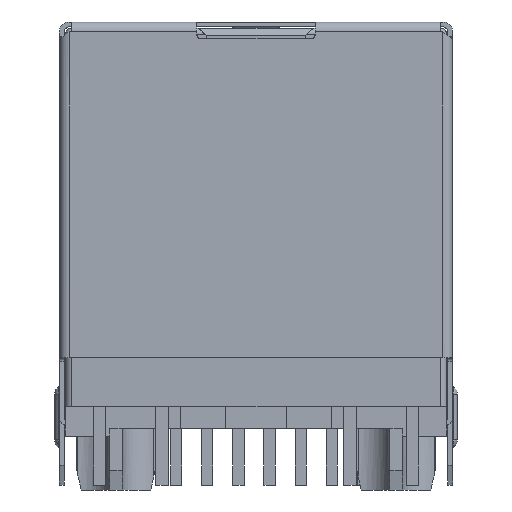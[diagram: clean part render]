
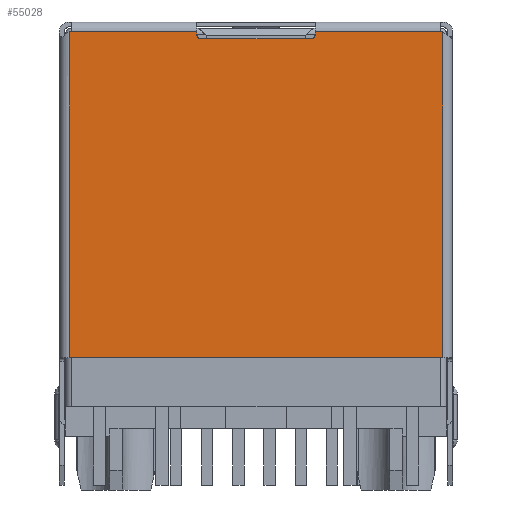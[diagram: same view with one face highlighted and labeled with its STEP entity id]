
A CAD part, front view. The second image highlights one B-rep face of the part: STEP entity #55028.
In plain terms, the highlighted face is planar.
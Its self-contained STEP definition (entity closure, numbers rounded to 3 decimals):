
#785=CIRCLE('',#57325,0.15);
#786=CIRCLE('',#57326,0.15);
#4090=ORIENTED_EDGE('',*,*,#15355,.T.);
#4091=ORIENTED_EDGE('',*,*,#15356,.F.);
#4092=ORIENTED_EDGE('',*,*,#15306,.T.);
#4093=ORIENTED_EDGE('',*,*,#15304,.F.);
#4094=ORIENTED_EDGE('',*,*,#15357,.T.);
#4095=ORIENTED_EDGE('',*,*,#15358,.F.);
#4096=ORIENTED_EDGE('',*,*,#15359,.T.);
#4097=ORIENTED_EDGE('',*,*,#15360,.T.);
#4098=ORIENTED_EDGE('',*,*,#15361,.T.);
#4099=ORIENTED_EDGE('',*,*,#15362,.F.);
#4100=ORIENTED_EDGE('',*,*,#15363,.T.);
#4101=ORIENTED_EDGE('',*,*,#14771,.T.);
#14771=EDGE_CURVE('',#20638,#20637,#24770,.T.);
#15304=EDGE_CURVE('',#21044,#21045,#25088,.T.);
#15306=EDGE_CURVE('',#21046,#21045,#25089,.T.);
#15355=EDGE_CURVE('',#20637,#21067,#25124,.T.);
#15356=EDGE_CURVE('',#21046,#21067,#25125,.T.);
#15357=EDGE_CURVE('',#21044,#21068,#785,.T.);
#15358=EDGE_CURVE('',#21069,#21068,#25126,.T.);
#15359=EDGE_CURVE('',#21069,#21070,#786,.T.);
#15360=EDGE_CURVE('',#21070,#21071,#25127,.T.);
#15361=EDGE_CURVE('',#21071,#21072,#25128,.T.);
#15362=EDGE_CURVE('',#21073,#21072,#25129,.T.);
#15363=EDGE_CURVE('',#21073,#20638,#25130,.T.);
#20637=VERTEX_POINT('',#72288);
#20638=VERTEX_POINT('',#72290);
#21044=VERTEX_POINT('',#73787);
#21045=VERTEX_POINT('',#73789);
#21046=VERTEX_POINT('',#73793);
#21067=VERTEX_POINT('',#73945);
#21068=VERTEX_POINT('',#73955);
#21069=VERTEX_POINT('',#73957);
#21070=VERTEX_POINT('',#73959);
#21071=VERTEX_POINT('',#73961);
#21072=VERTEX_POINT('',#73963);
#21073=VERTEX_POINT('',#73965);
#24770=LINE('',#72289,#29628);
#25088=LINE('',#73788,#29946);
#25089=LINE('',#73792,#29947);
#25124=LINE('',#73951,#29982);
#25125=LINE('',#73953,#29983);
#25126=LINE('',#73956,#29984);
#25127=LINE('',#73960,#29985);
#25128=LINE('',#73962,#29986);
#25129=LINE('',#73964,#29987);
#25130=LINE('',#73966,#29988);
#29628=VECTOR('',#61019,1000.);
#29946=VECTOR('',#61829,1000.);
#29947=VECTOR('',#61834,1000.);
#29982=VECTOR('',#61933,1000.);
#29983=VECTOR('',#61936,1000.);
#29984=VECTOR('',#61939,1000.);
#29985=VECTOR('',#61942,1000.);
#29986=VECTOR('',#61943,1000.);
#29987=VECTOR('',#61944,1000.);
#29988=VECTOR('',#61945,1000.);
#34116=EDGE_LOOP('',(#4090,#4091,#4092,#4093,#4094,#4095,#4096,#4097,#4098,
#4099,#4100,#4101));
#36476=FACE_BOUND('',#34116,.T.);
#38723=PLANE('',#57324);
#55028=ADVANCED_FACE('',(#36476),#38723,.T.);
#57324=AXIS2_PLACEMENT_3D('',#73952,#61934,#61935);
#57325=AXIS2_PLACEMENT_3D('',#73954,#61937,#61938);
#57326=AXIS2_PLACEMENT_3D('',#73958,#61940,#61941);
#61019=DIRECTION('',(-1.,0.,0.));
#61829=DIRECTION('',(0.,0.,1.));
#61834=DIRECTION('',(1.,0.,0.));
#61933=DIRECTION('',(0.,0.,1.));
#61934=DIRECTION('',(0.,1.,0.));
#61935=DIRECTION('',(1.,0.,0.));
#61936=DIRECTION('',(-1.,0.,0.));
#61937=DIRECTION('',(0.,-1.,0.));
#61938=DIRECTION('',(-1.,0.,0.));
#61939=DIRECTION('',(-1.,0.,0.));
#61940=DIRECTION('',(0.,-1.,0.));
#61941=DIRECTION('',(0.,0.,-1.));
#61942=DIRECTION('',(0.,0.,1.));
#61943=DIRECTION('',(1.,0.,0.));
#61944=DIRECTION('',(-1.,0.,0.));
#61945=DIRECTION('',(0.,0.,-1.));
#72288=CARTESIAN_POINT('',(0.255,16.45,-13.45));
#72289=CARTESIAN_POINT('',(15.505,16.45,-13.45));
#72290=CARTESIAN_POINT('',(15.505,16.45,-13.45));
#73787=CARTESIAN_POINT('',(5.47,16.45,-0.286));
#73788=CARTESIAN_POINT('',(5.47,16.45,-0.286));
#73789=CARTESIAN_POINT('',(5.47,16.45,-0.15));
#73792=CARTESIAN_POINT('',(0.355,16.45,-0.15));
#73793=CARTESIAN_POINT('',(0.355,16.45,-0.15));
#73945=CARTESIAN_POINT('',(0.255,16.45,-0.15));
#73951=CARTESIAN_POINT('',(0.255,16.45,-13.45));
#73952=CARTESIAN_POINT('',(7.88,16.45,-6.8));
#73953=CARTESIAN_POINT('',(0.355,16.45,-0.15));
#73954=CARTESIAN_POINT('',(5.62,16.45,-0.286));
#73955=CARTESIAN_POINT('',(5.62,16.45,-0.436));
#73956=CARTESIAN_POINT('',(10.14,16.45,-0.436));
#73957=CARTESIAN_POINT('',(10.14,16.45,-0.436));
#73958=CARTESIAN_POINT('',(10.14,16.45,-0.286));
#73959=CARTESIAN_POINT('',(10.29,16.45,-0.286));
#73960=CARTESIAN_POINT('',(10.29,16.45,-0.286));
#73961=CARTESIAN_POINT('',(10.29,16.45,-0.15));
#73962=CARTESIAN_POINT('',(10.29,16.45,-0.15));
#73963=CARTESIAN_POINT('',(15.405,16.45,-0.15));
#73964=CARTESIAN_POINT('',(15.505,16.45,-0.15));
#73965=CARTESIAN_POINT('',(15.505,16.45,-0.15));
#73966=CARTESIAN_POINT('',(15.505,16.45,-0.15));
